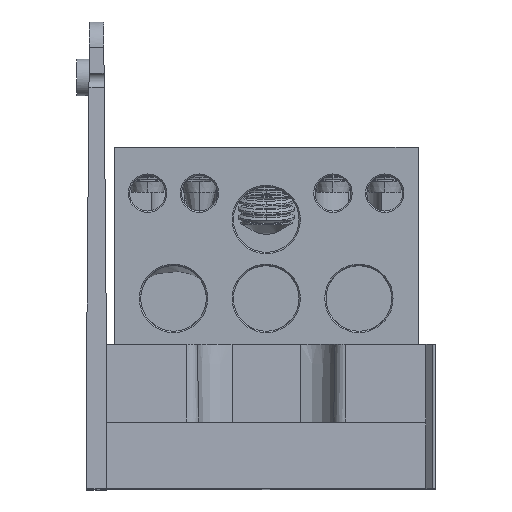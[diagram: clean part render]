
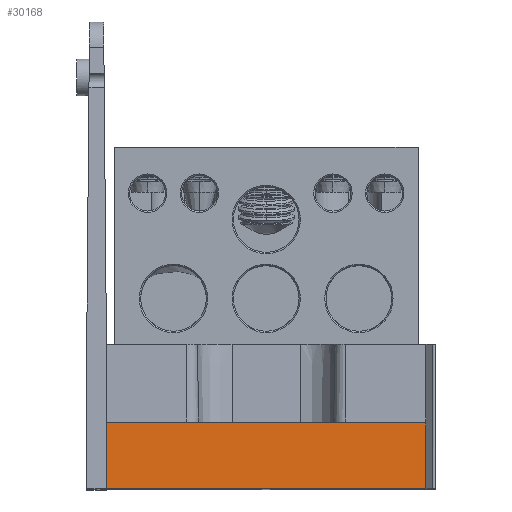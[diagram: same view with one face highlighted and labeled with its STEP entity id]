
A CAD part, top view. The second image highlights one B-rep face of the part: STEP entity #30168.
In plain terms, the highlighted planar face has unit normal (0, -0.035, -0.999).
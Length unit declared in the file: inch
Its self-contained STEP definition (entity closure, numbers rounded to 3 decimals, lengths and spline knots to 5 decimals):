
#3922 = VERTEX_POINT ( 'NONE', #29303 ) ;
#5301 = ORIENTED_EDGE ( 'NONE', *, *, #33515, .F. ) ;
#5507 = VERTEX_POINT ( 'NONE', #11747 ) ;
#8169 = CARTESIAN_POINT ( 'NONE',  ( -1.215, -1.35, 2.83254 ) ) ;
#8734 = DIRECTION ( 'NONE',  ( 0., -0.999, 0.035 ) ) ;
#11191 = VERTEX_POINT ( 'NONE', #14733 ) ;
#11747 = CARTESIAN_POINT ( 'NONE',  ( -1.215, -1.35, 2.83254 ) ) ;
#12535 = VERTEX_POINT ( 'NONE', #31293 ) ;
#14733 = CARTESIAN_POINT ( 'NONE',  ( 1.215, -1.35, 2.83254 ) ) ;
#18150 = ORIENTED_EDGE ( 'NONE', *, *, #33732, .F. ) ;
#21628 = VECTOR ( 'NONE', #29459, 39.37008 ) ;
#21849 = ORIENTED_EDGE ( 'NONE', *, *, #23359, .F. ) ;
#23202 = PLANE ( 'NONE',  #33856 ) ;
#23359 = EDGE_CURVE ( 'NONE', #11191, #5507, #30261, .T. ) ;
#26431 = DIRECTION ( 'NONE',  ( -1., 0., 0. ) ) ;
#26461 = CARTESIAN_POINT ( 'NONE',  ( -1.215, -1.85, 2.85 ) ) ;
#28540 = VECTOR ( 'NONE', #31821, 39.37008 ) ;
#28916 = LINE ( 'NONE', #26461, #36467 ) ;
#29303 = CARTESIAN_POINT ( 'NONE',  ( 1.215, -1.85, 2.85 ) ) ;
#29459 = DIRECTION ( 'NONE',  ( -1., 0., 0. ) ) ;
#30069 = CARTESIAN_POINT ( 'NONE',  ( -1.215, -1.35, 2.83254 ) ) ;
#30168 = ADVANCED_FACE ( 'NONE', ( #36582 ), #23202, .F. ) ;
#30261 = LINE ( 'NONE', #30069, #21628 ) ;
#30531 = EDGE_LOOP ( 'NONE', ( #18150, #21849, #5301, #41760 ) ) ;
#31194 = CARTESIAN_POINT ( 'NONE',  ( 1.215, -1.85, 2.85 ) ) ;
#31293 = CARTESIAN_POINT ( 'NONE',  ( -1.215, -1.85, 2.85 ) ) ;
#31554 = LINE ( 'NONE', #8169, #40163 ) ;
#31821 = DIRECTION ( 'NONE',  ( 0., 0.999, -0.035 ) ) ;
#33515 = EDGE_CURVE ( 'NONE', #3922, #11191, #37130, .T. ) ;
#33732 = EDGE_CURVE ( 'NONE', #5507, #12535, #31554, .T. ) ;
#33856 = AXIS2_PLACEMENT_3D ( 'NONE', #42110, #42052, #42009 ) ;
#34377 = EDGE_CURVE ( 'NONE', #3922, #12535, #28916, .T. ) ;
#36467 = VECTOR ( 'NONE', #26431, 39.37008 ) ;
#36582 = FACE_OUTER_BOUND ( 'NONE', #30531, .T. ) ;
#37130 = LINE ( 'NONE', #31194, #28540 ) ;
#40163 = VECTOR ( 'NONE', #8734, 39.37008 ) ;
#41760 = ORIENTED_EDGE ( 'NONE', *, *, #34377, .T. ) ;
#42009 = DIRECTION ( 'NONE',  ( 0., -0.999, 0.035 ) ) ;
#42052 = DIRECTION ( 'NONE',  ( 0., 0.035, 0.999 ) ) ;
#42110 = CARTESIAN_POINT ( 'NONE',  ( -1.215, -1.85, 2.85 ) ) ;
